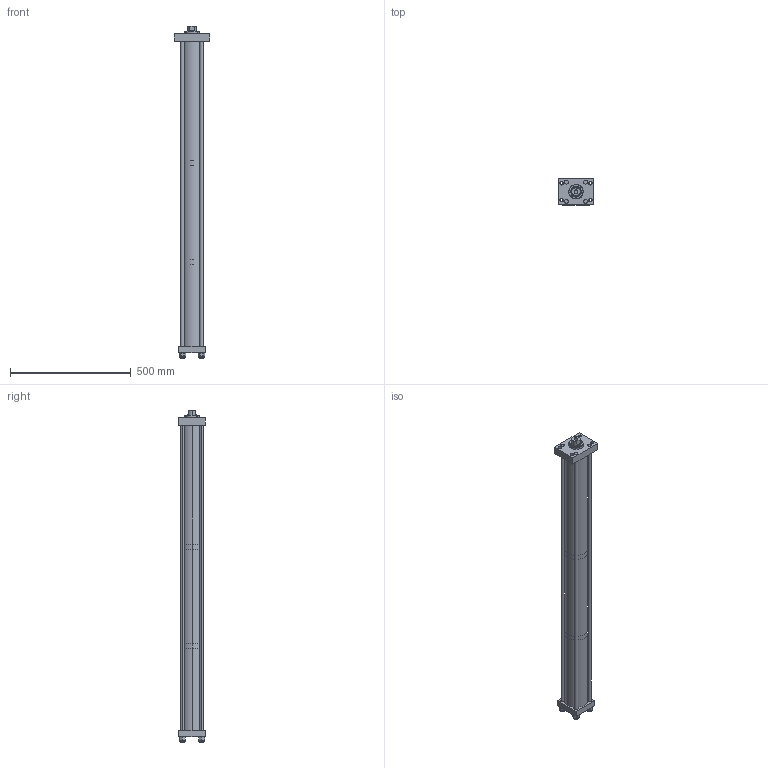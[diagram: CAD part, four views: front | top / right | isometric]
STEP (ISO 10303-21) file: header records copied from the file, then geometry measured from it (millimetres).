
FILE_DESCRIPTION (( 'STEP AP203' ), '1' );
FILE_NAME ('HPI-4-8.00-1.00-FH-2020.STEP', '2020-04-17T19:58:36', ( '' ), ( '' ), 'SwSTEP 2.0', 'SolidWorks 2018', '' );
FILE_SCHEMA (( 'CONFIG_CONTROL_DESIGN' ));
Length unit declared in the file: inch
Products named in the file (13): G0410.STEP; E0418_8.0-1.00.STEP; HPI-4-8.00-1.00-FH-2020; E0401_Work Rod HPI-4-2-.25.STEP; E0413.STEP; E0464.STEP; EI0414_1.0.STEP; HPI-4-8.00-1.00-FH.STEP; F0403.STEP; NLN .625.STEP; E0411_8.0.STEP; EI0405_8.0-.50.STEP; E0404.STEP
Assembly tree (18 placements, depth 3):
  HPI-4-8.00-1.00-FH-2020
    HPI-4-8.00-1.00-FH.STEP
      G0410.STEP
      NLN .625.STEP  x4
      E0418_8.0-1.00.STEP  x4
      EI0405_8.0-.50.STEP
      E0404.STEP
      EI0414_1.0.STEP
      E0411_8.0.STEP
      E0413.STEP
      E0401_Work Rod HPI-4-2-.25.STEP
      F0403.STEP
      E0464.STEP
Bounding box: 146.05 x 107.95 x 1374.78 mm (x, y, z)
Volume: 4428734.1 mm3; surface area: 1179413.5 mm2
Topology: 18 solids, 18 shells, 349 faces, 801 edges, 505 vertices
Faces by surface type: cylinder 180, plane 132, cone 37
Entity records: 10174 total; most frequent: CARTESIAN_POINT 2273, DIRECTION 1469, ORIENTED_EDGE 1194, AXIS2_PLACEMENT_3D 605, EDGE_CURVE 597, VERTEX_POINT 385, EDGE_LOOP 344, CIRCLE 318
